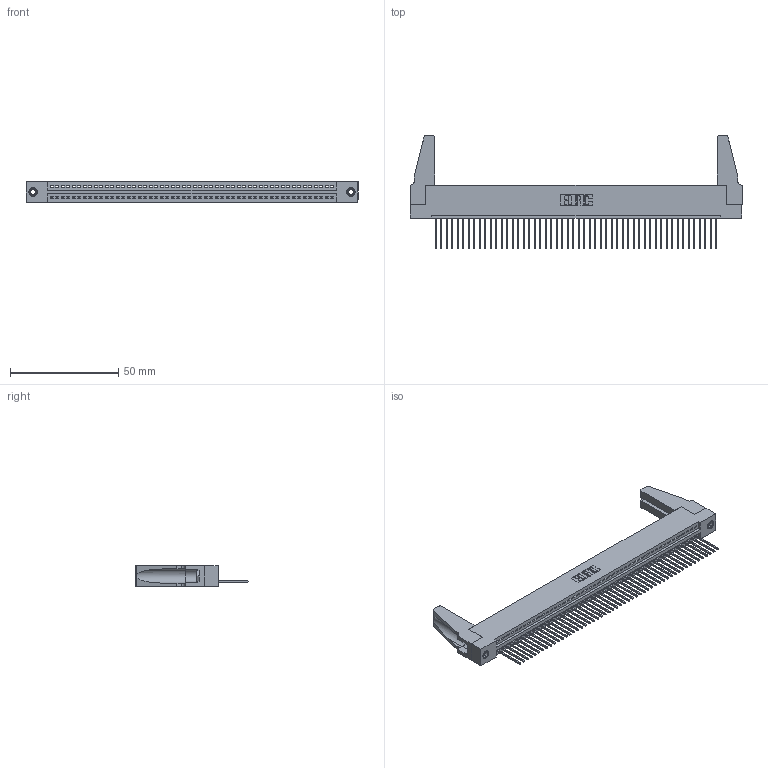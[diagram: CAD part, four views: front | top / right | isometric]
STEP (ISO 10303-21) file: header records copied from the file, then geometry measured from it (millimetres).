
FILE_DESCRIPTION (( 'STEP AP203' ), '1' );
FILE_NAME ('395-052-540-188.STEP', '2019-10-23T12:35:09', ( '' ), ( '' ), 'SwSTEP 2.0', 'SolidWorks 2016', '' );
FILE_SCHEMA (( 'CONFIG_CONTROL_DESIGN' ));
Length unit declared in the file: inch
Products named in the file (5): 345-220-078_345-220-088; 345 Part_Flush Mounting Lugs - 0.156 Dia-TH; 395-052-540-188; 345-292-001_345-293-140; 345-250-001_345-250-001-102
Assembly tree (57 placements, depth 2):
  395-052-540-188
    345 Part_Flush Mounting Lugs - 0.156 Dia-TH
    345-292-001_345-293-140  x52
    345-250-001_345-250-001-102  x2
    345-220-078_345-220-088  x2
Bounding box: 153.31 x 51.99 x 9.4 mm (x, y, z)
Volume: 17966.8 mm3; surface area: 23325.8 mm2
Topology: 57 solids, 57 shells, 3266 faces, 9807 edges, 6458 vertices
Faces by surface type: plane 2232, cylinder 1018, cone 12, torus 4
Entity records: 39956 total; most frequent: CARTESIAN_POINT 6910, ORIENTED_EDGE 6856, DIRECTION 6028, EDGE_CURVE 3428, VECTOR 3046, LINE 3046, VERTEX_POINT 2278, AXIS2_PLACEMENT_3D 1491
